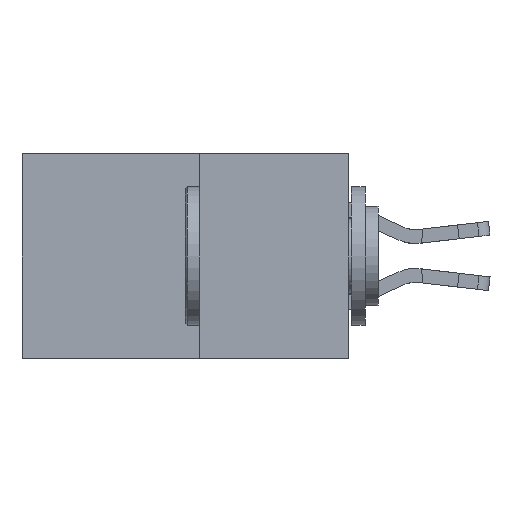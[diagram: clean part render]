
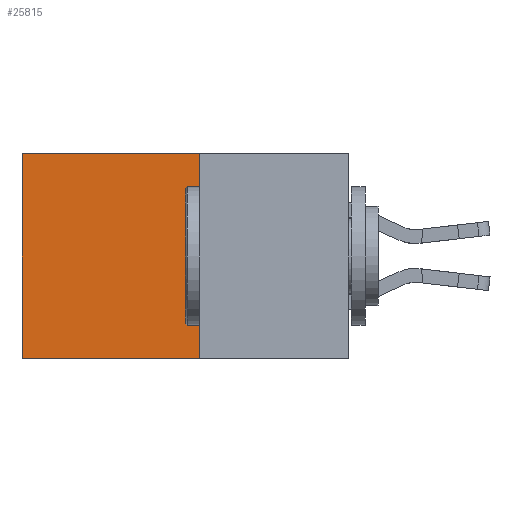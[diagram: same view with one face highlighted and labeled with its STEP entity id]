
A CAD part, left-side view. The second image highlights one B-rep face of the part: STEP entity #25815.
In plain terms, the highlighted planar face has unit normal (-1, 0, 0).
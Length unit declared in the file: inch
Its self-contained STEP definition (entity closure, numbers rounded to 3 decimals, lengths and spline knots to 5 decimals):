
#1316 = DIRECTION ( 'NONE',  ( 0., 0., -1. ) ) ;
#2757 = VECTOR ( 'NONE', #22368, 39.37008 ) ;
#2830 = CARTESIAN_POINT ( 'NONE',  ( 0.277, 0.27, -0.37 ) ) ;
#4080 = CARTESIAN_POINT ( 'NONE',  ( 0.277, 0.59, -0.37 ) ) ;
#4270 = LINE ( 'NONE', #15078, #2757 ) ;
#4936 = CARTESIAN_POINT ( 'NONE',  ( 0.277, 0.59, 0. ) ) ;
#6193 = CARTESIAN_POINT ( 'NONE',  ( 0.277, 0.59, -0.37 ) ) ;
#6217 = AXIS2_PLACEMENT_3D ( 'NONE', #7243, #24521, #9822 ) ;
#7243 = CARTESIAN_POINT ( 'NONE',  ( 0.277, 0.27, -0.37 ) ) ;
#8253 = EDGE_LOOP ( 'NONE', ( #30492, #24201, #20670, #11729 ) ) ;
#8624 = VERTEX_POINT ( 'NONE', #2830 ) ;
#8983 = VERTEX_POINT ( 'NONE', #4080 ) ;
#9822 = DIRECTION ( 'NONE',  ( 0., 0., -1. ) ) ;
#9867 = VECTOR ( 'NONE', #10966, 39.37008 ) ;
#10659 = LINE ( 'NONE', #15825, #9867 ) ;
#10966 = DIRECTION ( 'NONE',  ( 0., 1., 0. ) ) ;
#11729 = ORIENTED_EDGE ( 'NONE', *, *, #24034, .T. ) ;
#15078 = CARTESIAN_POINT ( 'NONE',  ( 0.277, 0.27, -0.37 ) ) ;
#15825 = CARTESIAN_POINT ( 'NONE',  ( 0.277, 0.27, 0. ) ) ;
#16918 = EDGE_CURVE ( 'NONE', #26783, #8624, #19931, .T. ) ;
#17131 = EDGE_CURVE ( 'NONE', #25124, #8983, #19527, .T. ) ;
#17861 = DIRECTION ( 'NONE',  ( 0., 0., -1. ) ) ;
#19527 = LINE ( 'NONE', #6193, #28209 ) ;
#19645 = PLANE ( 'NONE',  #6217 ) ;
#19931 = LINE ( 'NONE', #29865, #25608 ) ;
#20670 = ORIENTED_EDGE ( 'NONE', *, *, #16918, .F. ) ;
#21839 = EDGE_CURVE ( 'NONE', #8624, #8983, #4270, .T. ) ;
#22368 = DIRECTION ( 'NONE',  ( 0., 1., 0. ) ) ;
#24034 = EDGE_CURVE ( 'NONE', #26783, #25124, #10659, .T. ) ;
#24201 = ORIENTED_EDGE ( 'NONE', *, *, #21839, .F. ) ;
#24521 = DIRECTION ( 'NONE',  ( 1., 0., 0. ) ) ;
#25124 = VERTEX_POINT ( 'NONE', #4936 ) ;
#25407 = CARTESIAN_POINT ( 'NONE',  ( 0.277, 0.27, 0. ) ) ;
#25608 = VECTOR ( 'NONE', #17861, 39.37008 ) ;
#25815 = ADVANCED_FACE ( 'NONE', ( #26876 ), #19645, .F. ) ;
#26783 = VERTEX_POINT ( 'NONE', #25407 ) ;
#26876 = FACE_OUTER_BOUND ( 'NONE', #8253, .T. ) ;
#28209 = VECTOR ( 'NONE', #1316, 39.37008 ) ;
#29865 = CARTESIAN_POINT ( 'NONE',  ( 0.277, 0.27, -0.37 ) ) ;
#30492 = ORIENTED_EDGE ( 'NONE', *, *, #17131, .T. ) ;
